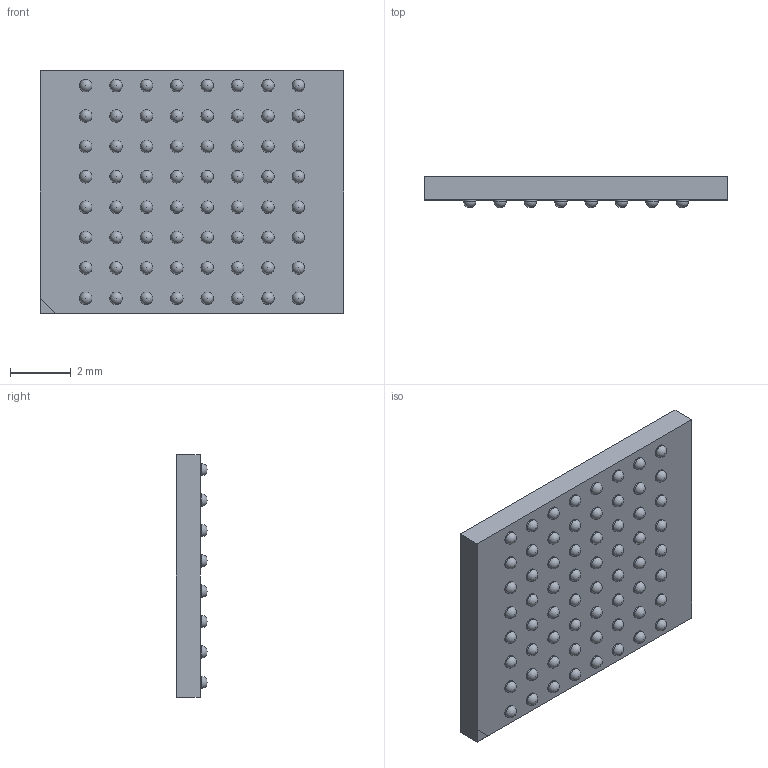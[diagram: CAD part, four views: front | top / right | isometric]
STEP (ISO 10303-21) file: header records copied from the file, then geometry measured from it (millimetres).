
FILE_DESCRIPTION (( 'STEP AP214' ), '1' );
FILE_NAME ('User Library-BGA 64 8x10.STEP', '2022-04-22T01:53:00', ( '' ), ( '' ), 'SwSTEP 2.0', 'SolidWorks 2021', '' );
FILE_SCHEMA (( 'AUTOMOTIVE_DESIGN' ));
Length unit declared in the file: millimetre
Products named in the file (1): User Library-BGA 64 8x10
Bounding box: 10 x 1.03 x 8 mm (x, y, z)
Volume: 63.9 mm3; surface area: 199.8 mm2
Topology: 1 solids, 1 shells, 206 faces, 606 edges, 404 vertices
Faces by surface type: cylinder 128, sphere 64, plane 14
Entity records: 5594 total; most frequent: DIRECTION 1084, CARTESIAN_POINT 897, ORIENTED_EDGE 828, AXIS2_PLACEMENT_3D 463, EDGE_CURVE 414, VERTEX_POINT 276, EDGE_LOOP 272, CIRCLE 256
